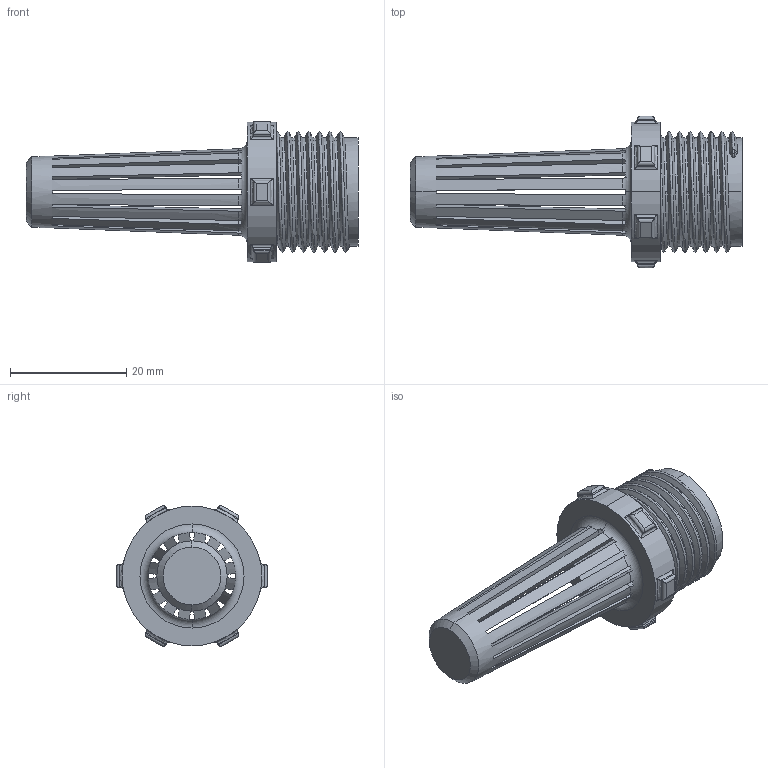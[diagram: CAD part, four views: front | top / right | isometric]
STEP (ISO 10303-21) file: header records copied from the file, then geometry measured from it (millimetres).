
FILE_DESCRIPTION (( 'STEP AP214' ), '1' );
FILE_NAME ('00173_0303.STEP', '2023-04-26T07:54:41', ( '' ), ( '' ), 'SwSTEP 2.0', 'SolidWorks 2022', '' );
FILE_SCHEMA (( 'AUTOMOTIVE_DESIGN' ));
Length unit declared in the file: millimetre
Products named in the file (1): 00173_0303
Bounding box: 57 x 26.01 x 24.16 mm (x, y, z)
Volume: 4537.7 mm3; surface area: 6715.8 mm2
Topology: 1 solids, 1 shells, 218 faces, 690 edges, 448 vertices
Faces by surface type: plane 115, cylinder 59, torus 32, cone 9, bspline 3
Entity records: 10138 total; most frequent: CARTESIAN_POINT 4670, ORIENTED_EDGE 1374, DIRECTION 887, EDGE_CURVE 687, VERTEX_POINT 448, AXIS2_PLACEMENT_3D 332, B_SPLINE_CURVE_WITH_KNOTS 253, EDGE_LOOP 227
